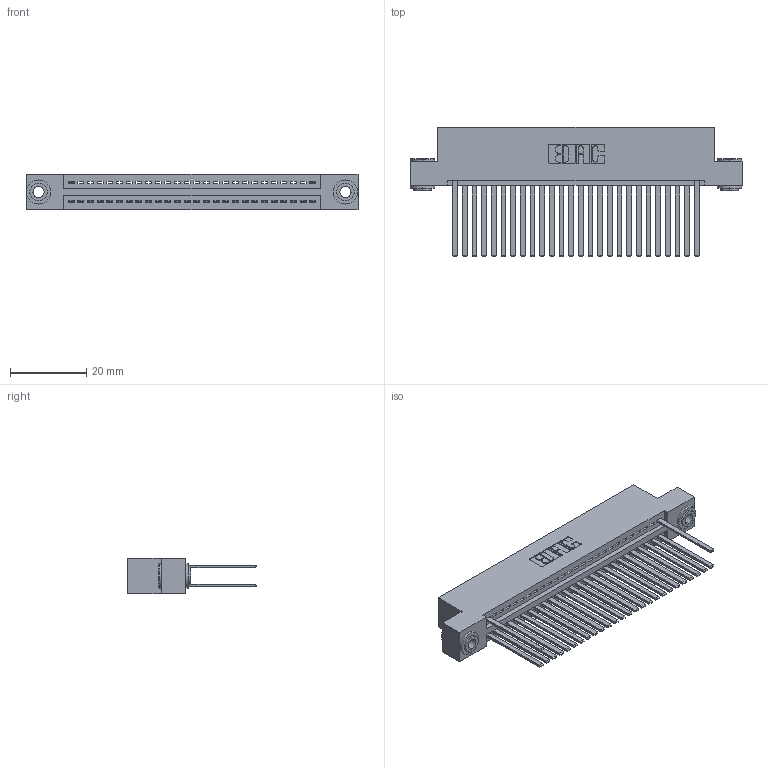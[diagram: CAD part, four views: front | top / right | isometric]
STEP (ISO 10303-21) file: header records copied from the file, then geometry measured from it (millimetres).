
FILE_DESCRIPTION (( 'STEP AP203' ), '1' );
FILE_NAME ('345-052-544-203.STEP', '2018-09-22T23:16:25', ( '' ), ( '' ), 'SwSTEP 2.0', 'SolidWorks 2016', '' );
FILE_SCHEMA (( 'CONFIG_CONTROL_DESIGN' ));
Length unit declared in the file: inch
Products named in the file (4): 345-052-544-203; 345 Part_Flush Mounting Lugs - 0.156 Dia-TH; 345-292-001_345-293-144; 345-250-002_345-250-002-102
Assembly tree (31 placements, depth 2):
  345-052-544-203
    345 Part_Flush Mounting Lugs - 0.156 Dia-TH
    345-292-001_345-293-144  x28
    345-250-002_345-250-002-102  x2
Bounding box: 87.25 x 33.96 x 9.4 mm (x, y, z)
Volume: 8522.5 mm3; surface area: 12417.8 mm2
Topology: 31 solids, 31 shells, 1588 faces, 4733 edges, 3114 vertices
Faces by surface type: plane 1070, cylinder 510, cone 8
Entity records: 22252 total; most frequent: CARTESIAN_POINT 3823, ORIENTED_EDGE 3774, DIRECTION 3393, EDGE_CURVE 1887, LINE 1631, VECTOR 1631, VERTEX_POINT 1254, AXIS2_PLACEMENT_3D 881
